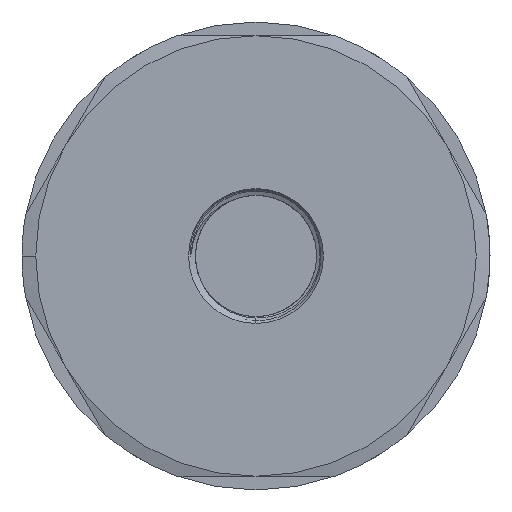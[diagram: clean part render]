
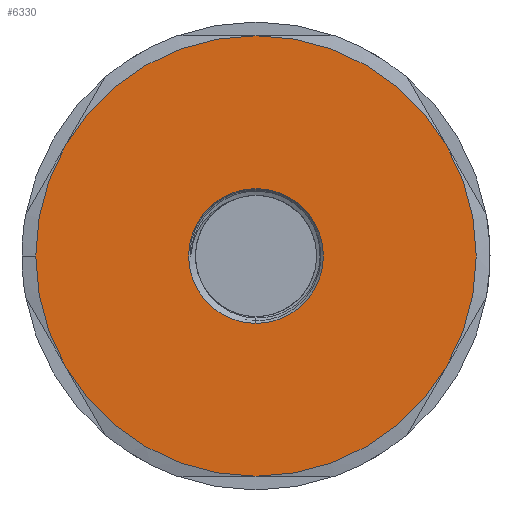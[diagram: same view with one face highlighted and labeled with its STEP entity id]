
A CAD part, left-side view. The second image highlights one B-rep face of the part: STEP entity #6330.
In plain terms, the highlighted planar face has unit normal (-1, 0, 0).
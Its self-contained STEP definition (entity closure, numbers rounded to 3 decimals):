
#203 = DIRECTION ( 'NONE',  ( 0., 1., 0. ) ) ;
#260 = CARTESIAN_POINT ( 'NONE',  ( -4.03, 0., 0. ) ) ;
#452 = DIRECTION ( 'NONE',  ( 1., 0., 0. ) ) ;
#820 = FACE_BOUND ( 'NONE', #10428, .T. ) ;
#854 = FACE_OUTER_BOUND ( 'NONE', #10620, .T. ) ;
#908 = CIRCLE ( 'NONE', #2356, 16. ) ;
#910 = CIRCLE ( 'NONE', #2283, 16. ) ;
#976 = CIRCLE ( 'NONE', #2284, 16. ) ;
#977 = CIRCLE ( 'NONE', #2282, 16. ) ;
#978 = CIRCLE ( 'NONE', #2276, 16. ) ;
#1028 = CIRCLE ( 'NONE', #2291, 4.9 ) ;
#1399 = CIRCLE ( 'NONE', #2649, 16. ) ;
#1672 = CARTESIAN_POINT ( 'NONE',  ( -4.03, 16., 0. ) ) ;
#1765 = CARTESIAN_POINT ( 'NONE',  ( -4.03, 13.856, 8. ) ) ;
#1766 = CARTESIAN_POINT ( 'NONE',  ( -4.03, -13.856, -8. ) ) ;
#1773 = CARTESIAN_POINT ( 'NONE',  ( -4.03, 0., -16. ) ) ;
#1837 = CARTESIAN_POINT ( 'NONE',  ( -4.03, -13.856, 8. ) ) ;
#1889 = CARTESIAN_POINT ( 'NONE',  ( -4.03, 0., 16. ) ) ;
#1890 = CARTESIAN_POINT ( 'NONE',  ( -4.03, 13.856, -8. ) ) ;
#1906 = CARTESIAN_POINT ( 'NONE',  ( -4.03, 0., 4.9 ) ) ;
#1924 = CARTESIAN_POINT ( 'NONE',  ( -4.03, 0., -4.9 ) ) ;
#2276 = AXIS2_PLACEMENT_3D ( 'NONE', #6300, #6286, #5715 ) ;
#2282 = AXIS2_PLACEMENT_3D ( 'NONE', #4418, #4125, #9910 ) ;
#2283 = AXIS2_PLACEMENT_3D ( 'NONE', #6162, #6161, #6154 ) ;
#2284 = AXIS2_PLACEMENT_3D ( 'NONE', #5842, #5846, #5843 ) ;
#2291 = AXIS2_PLACEMENT_3D ( 'NONE', #6004, #6007, #6008 ) ;
#2356 = AXIS2_PLACEMENT_3D ( 'NONE', #5935, #5855, #6213 ) ;
#2369 = AXIS2_PLACEMENT_3D ( 'NONE', #6777, #6774, #6782 ) ;
#2429 = AXIS2_PLACEMENT_3D ( 'NONE', #260, #452, #203 ) ;
#2649 = AXIS2_PLACEMENT_3D ( 'NONE', #3354, #3357, #3307 ) ;
#2723 = EDGE_CURVE ( 'NONE', #9732, #9435, #5413, .T. ) ;
#2829 = EDGE_CURVE ( 'NONE', #9535, #9865, #10843, .T. ) ;
#3028 = EDGE_CURVE ( 'NONE', #8768, #8395, #1399, .T. ) ;
#3093 = EDGE_CURVE ( 'NONE', #8757, #8748, #977, .T. ) ;
#3094 = EDGE_CURVE ( 'NONE', #8748, #9535, #978, .T. ) ;
#3095 = EDGE_CURVE ( 'NONE', #8395, #8757, #976, .T. ) ;
#3133 = AXIS2_PLACEMENT_3D ( 'NONE', #4366, #4408, #4305 ) ;
#3142 = EDGE_CURVE ( 'NONE', #8774, #8768, #908, .T. ) ;
#3144 = EDGE_CURVE ( 'NONE', #9865, #8774, #910, .T. ) ;
#3152 = EDGE_CURVE ( 'NONE', #9435, #9732, #1028, .T. ) ;
#3307 = DIRECTION ( 'NONE',  ( 0., 1., 0. ) ) ;
#3354 = CARTESIAN_POINT ( 'NONE',  ( -4.03, 0., 0. ) ) ;
#3357 = DIRECTION ( 'NONE',  ( 1., 0., 0. ) ) ;
#4125 = DIRECTION ( 'NONE',  ( 1., 0., 0. ) ) ;
#4305 = DIRECTION ( 'NONE',  ( 0., 0., 1. ) ) ;
#4366 = CARTESIAN_POINT ( 'NONE',  ( -4.03, 0., 0. ) ) ;
#4408 = DIRECTION ( 'NONE',  ( -1., 0., 0. ) ) ;
#4418 = CARTESIAN_POINT ( 'NONE',  ( -4.03, 0., 0. ) ) ;
#5413 = CIRCLE ( 'NONE', #3133, 4.9 ) ;
#5715 = DIRECTION ( 'NONE',  ( 0., 1., 0. ) ) ;
#5842 = CARTESIAN_POINT ( 'NONE',  ( -4.03, 0., 0. ) ) ;
#5843 = DIRECTION ( 'NONE',  ( 0., 1., 0. ) ) ;
#5846 = DIRECTION ( 'NONE',  ( 1., 0., 0. ) ) ;
#5855 = DIRECTION ( 'NONE',  ( 1., 0., 0. ) ) ;
#5935 = CARTESIAN_POINT ( 'NONE',  ( -4.03, 0., 0. ) ) ;
#6004 = CARTESIAN_POINT ( 'NONE',  ( -4.03, 0., 0. ) ) ;
#6007 = DIRECTION ( 'NONE',  ( -1., 0., 0. ) ) ;
#6008 = DIRECTION ( 'NONE',  ( 0., 0., 1. ) ) ;
#6154 = DIRECTION ( 'NONE',  ( 0., 1., 0. ) ) ;
#6161 = DIRECTION ( 'NONE',  ( 1., 0., 0. ) ) ;
#6162 = CARTESIAN_POINT ( 'NONE',  ( -4.03, 0., 0. ) ) ;
#6213 = DIRECTION ( 'NONE',  ( 0., 1., 0. ) ) ;
#6286 = DIRECTION ( 'NONE',  ( 1., 0., 0. ) ) ;
#6300 = CARTESIAN_POINT ( 'NONE',  ( -4.03, 0., 0. ) ) ;
#6330 = ADVANCED_FACE ( 'NONE', ( #854, #820 ), #6781, .F. ) ;
#6774 = DIRECTION ( 'NONE',  ( 1., 0., 0. ) ) ;
#6777 = CARTESIAN_POINT ( 'NONE',  ( -4.03, 9.238, 16. ) ) ;
#6781 = PLANE ( 'NONE',  #2369 ) ;
#6782 = DIRECTION ( 'NONE',  ( 0., 0., -1. ) ) ;
#8395 = VERTEX_POINT ( 'NONE', #1837 ) ;
#8748 = VERTEX_POINT ( 'NONE', #1773 ) ;
#8757 = VERTEX_POINT ( 'NONE', #1766 ) ;
#8768 = VERTEX_POINT ( 'NONE', #1889 ) ;
#8774 = VERTEX_POINT ( 'NONE', #1765 ) ;
#9406 = ORIENTED_EDGE ( 'NONE', *, *, #3094, .F. ) ;
#9435 = VERTEX_POINT ( 'NONE', #1906 ) ;
#9535 = VERTEX_POINT ( 'NONE', #1890 ) ;
#9582 = ORIENTED_EDGE ( 'NONE', *, *, #3142, .F. ) ;
#9630 = ORIENTED_EDGE ( 'NONE', *, *, #3152, .F. ) ;
#9646 = ORIENTED_EDGE ( 'NONE', *, *, #2829, .F. ) ;
#9732 = VERTEX_POINT ( 'NONE', #1924 ) ;
#9826 = ORIENTED_EDGE ( 'NONE', *, *, #3093, .F. ) ;
#9828 = ORIENTED_EDGE ( 'NONE', *, *, #2723, .F. ) ;
#9862 = ORIENTED_EDGE ( 'NONE', *, *, #3028, .F. ) ;
#9865 = VERTEX_POINT ( 'NONE', #1672 ) ;
#9866 = ORIENTED_EDGE ( 'NONE', *, *, #3095, .F. ) ;
#9900 = ORIENTED_EDGE ( 'NONE', *, *, #3144, .F. ) ;
#9910 = DIRECTION ( 'NONE',  ( 0., 1., 0. ) ) ;
#10428 = EDGE_LOOP ( 'NONE', ( #9630, #9828 ) ) ;
#10620 = EDGE_LOOP ( 'NONE', ( #9406, #9826, #9866, #9862, #9582, #9900, #9646 ) ) ;
#10843 = CIRCLE ( 'NONE', #2429, 16. ) ;
